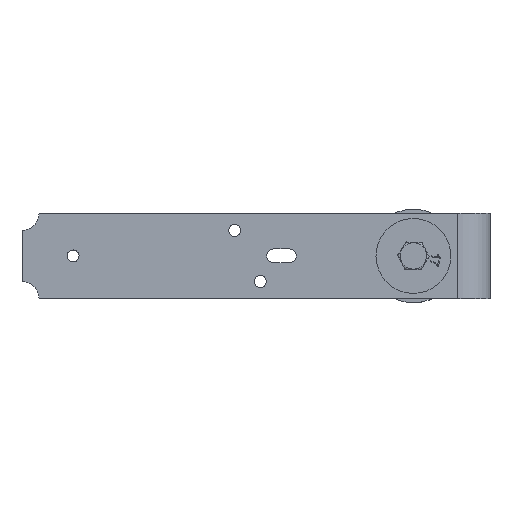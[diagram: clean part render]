
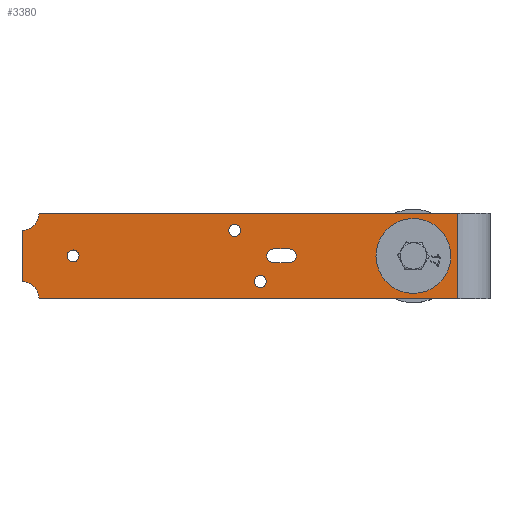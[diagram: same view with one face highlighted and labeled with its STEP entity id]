
A CAD part, top view. The second image highlights one B-rep face of the part: STEP entity #3380.
In plain terms, the highlighted face is planar.
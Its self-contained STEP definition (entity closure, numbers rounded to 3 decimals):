
#3011=CARTESIAN_POINT('',(126.368,0.809,20.9));
#3012=VERTEX_POINT('',#3011);
#3019=CARTESIAN_POINT('',(126.368,0.809,29.1));
#3020=VERTEX_POINT('',#3019);
#3021=CARTESIAN_POINT('',(126.368,0.809,25.));
#3022=DIRECTION('',(0.0,1.0,0.0));
#3023=DIRECTION('',(0.0,0.0,1.0));
#3024=AXIS2_PLACEMENT_3D('',#3021,#3022,#3023);
#3025=CIRCLE('',#3024,4.1);
#3026=EDGE_CURVE('',#3020,#3012,#3025,.T.);
#3051=CARTESIAN_POINT('',(117.368,0.809,29.1));
#3052=VERTEX_POINT('',#3051);
#3053=CARTESIAN_POINT('',(117.368,0.809,29.1));
#3054=DIRECTION('',(1.0,0.0,0.0));
#3055=VECTOR('',#3054,9.0);
#3056=LINE('',#3053,#3055);
#3057=EDGE_CURVE('',#3052,#3020,#3056,.T.);
#3083=CARTESIAN_POINT('',(117.368,0.809,20.9));
#3084=VERTEX_POINT('',#3083);
#3085=CARTESIAN_POINT('',(117.368,0.809,25.));
#3086=DIRECTION('',(0.0,1.0,0.0));
#3087=DIRECTION('',(0.0,0.0,-1.0));
#3088=AXIS2_PLACEMENT_3D('',#3085,#3086,#3087);
#3089=CIRCLE('',#3088,4.1);
#3090=EDGE_CURVE('',#3084,#3052,#3089,.T.);
#3113=CARTESIAN_POINT('',(126.368,0.809,20.9));
#3114=DIRECTION('',(-1.0,0.0,0.0));
#3115=VECTOR('',#3114,9.0);
#3116=LINE('',#3113,#3115);
#3117=EDGE_CURVE('',#3012,#3084,#3116,.T.);
#3139=CARTESIAN_POINT('',(247.868,0.809,25.0));
#3140=VERTEX_POINT('',#3139);
#3141=CARTESIAN_POINT('',(244.368,0.809,25.0));
#3142=DIRECTION('',(0.0,1.0,0.0));
#3143=DIRECTION('',(-1.0,0.0,0.0));
#3144=AXIS2_PLACEMENT_3D('',#3141,#3142,#3143);
#3145=CIRCLE('',#3144,3.5);
#3146=EDGE_CURVE('',#3140,#3140,#3145,.T.);
#3167=CARTESIAN_POINT('',(137.868,0.809,40.0));
#3168=VERTEX_POINT('',#3167);
#3169=CARTESIAN_POINT('',(134.368,0.809,40.0));
#3170=DIRECTION('',(0.0,1.0,0.0));
#3171=DIRECTION('',(-1.0,0.0,0.0));
#3172=AXIS2_PLACEMENT_3D('',#3169,#3170,#3171);
#3173=CIRCLE('',#3172,3.5);
#3174=EDGE_CURVE('',#3168,#3168,#3173,.T.);
#3195=CARTESIAN_POINT('',(152.868,0.809,10.0));
#3196=VERTEX_POINT('',#3195);
#3197=CARTESIAN_POINT('',(149.368,0.809,10.0));
#3198=DIRECTION('',(0.0,1.0,0.0));
#3199=DIRECTION('',(-1.0,0.0,0.0));
#3200=AXIS2_PLACEMENT_3D('',#3197,#3198,#3199);
#3201=CIRCLE('',#3200,3.5);
#3202=EDGE_CURVE('',#3196,#3196,#3201,.T.);
#3212=CARTESIAN_POINT('',(49.468,0.809,25.0));
#3213=VERTEX_POINT('',#3212);
#3214=CARTESIAN_POINT('',(44.368,0.809,25.0));
#3215=DIRECTION('',(0.0,1.0,0.0));
#3216=DIRECTION('',(-1.0,0.0,0.0));
#3217=AXIS2_PLACEMENT_3D('',#3214,#3215,#3216);
#3218=CIRCLE('',#3217,5.1);
#3219=EDGE_CURVE('',#3213,#3213,#3218,.T.);
#3305=CARTESIAN_POINT('',(274.368,0.809,0.0));
#3306=DIRECTION('',(0.0,-1.0,0.0));
#3307=DIRECTION('',(0.0,0.0,-1.0));
#3308=AXIS2_PLACEMENT_3D('',#3305,#3306,#3307);
#3309=PLANE('',#3308);
#3310=CARTESIAN_POINT('',(264.368,0.809,0.0));
#3311=VERTEX_POINT('',#3310);
#3312=CARTESIAN_POINT('',(18.368,0.809,0.0));
#3313=VERTEX_POINT('',#3312);
#3314=CARTESIAN_POINT('',(264.368,0.809,0.0));
#3315=DIRECTION('',(-1.0,0.0,0.0));
#3316=VECTOR('',#3315,246.);
#3317=LINE('',#3314,#3316);
#3318=EDGE_CURVE('',#3311,#3313,#3317,.T.);
#3319=ORIENTED_EDGE('',*,*,#3318,.F.);
#3320=CARTESIAN_POINT('',(274.368,0.809,10.0));
#3321=VERTEX_POINT('',#3320);
#3322=CARTESIAN_POINT('',(274.368,0.809,0.0));
#3323=DIRECTION('',(0.0,1.0,0.0));
#3324=DIRECTION('',(0.0,0.0,1.0));
#3325=AXIS2_PLACEMENT_3D('',#3322,#3323,#3324);
#3326=CIRCLE('',#3325,10.0);
#3327=EDGE_CURVE('',#3311,#3321,#3326,.T.);
#3328=ORIENTED_EDGE('',*,*,#3327,.T.);
#3329=CARTESIAN_POINT('',(274.368,0.809,40.0));
#3330=VERTEX_POINT('',#3329);
#3331=CARTESIAN_POINT('',(274.368,0.809,10.0));
#3332=DIRECTION('',(0.0,0.0,1.0));
#3333=VECTOR('',#3332,30.0);
#3334=LINE('',#3331,#3333);
#3335=EDGE_CURVE('',#3321,#3330,#3334,.T.);
#3336=ORIENTED_EDGE('',*,*,#3335,.T.);
#3337=CARTESIAN_POINT('',(264.368,0.809,50.));
#3338=VERTEX_POINT('',#3337);
#3339=CARTESIAN_POINT('',(274.368,0.809,50.0));
#3340=DIRECTION('',(0.0,1.0,0.0));
#3341=DIRECTION('',(-1.0,0.0,0.0));
#3342=AXIS2_PLACEMENT_3D('',#3339,#3340,#3341);
#3343=CIRCLE('',#3342,10.0);
#3344=EDGE_CURVE('',#3330,#3338,#3343,.T.);
#3345=ORIENTED_EDGE('',*,*,#3344,.T.);
#3346=CARTESIAN_POINT('',(18.368,0.809,50.0));
#3347=VERTEX_POINT('',#3346);
#3348=CARTESIAN_POINT('',(264.368,0.809,50.));
#3349=DIRECTION('',(-1.0,0.0,0.0));
#3350=VECTOR('',#3349,246.);
#3351=LINE('',#3348,#3350);
#3352=EDGE_CURVE('',#3338,#3347,#3351,.T.);
#3353=ORIENTED_EDGE('',*,*,#3352,.T.);
#3354=CARTESIAN_POINT('',(18.368,0.809,0.0));
#3355=DIRECTION('',(0.0,0.0,1.0));
#3356=VECTOR('',#3355,50.0);
#3357=LINE('',#3354,#3356);
#3358=EDGE_CURVE('',#3313,#3347,#3357,.T.);
#3359=ORIENTED_EDGE('',*,*,#3358,.F.);
#3360=EDGE_LOOP('',(#3319,#3328,#3336,#3345,#3353,#3359));
#3361=FACE_OUTER_BOUND('',#3360,.T.);
#3362=ORIENTED_EDGE('',*,*,#3090,.T.);
#3363=ORIENTED_EDGE('',*,*,#3057,.T.);
#3364=ORIENTED_EDGE('',*,*,#3026,.T.);
#3365=ORIENTED_EDGE('',*,*,#3117,.T.);
#3366=EDGE_LOOP('',(#3362,#3363,#3364,#3365));
#3367=FACE_BOUND('',#3366,.T.);
#3368=ORIENTED_EDGE('',*,*,#3146,.T.);
#3369=EDGE_LOOP('',(#3368));
#3370=FACE_BOUND('',#3369,.T.);
#3371=ORIENTED_EDGE('',*,*,#3174,.T.);
#3372=EDGE_LOOP('',(#3371));
#3373=FACE_BOUND('',#3372,.T.);
#3374=ORIENTED_EDGE('',*,*,#3202,.T.);
#3375=EDGE_LOOP('',(#3374));
#3376=FACE_BOUND('',#3375,.T.);
#3377=ORIENTED_EDGE('',*,*,#3219,.T.);
#3378=EDGE_LOOP('',(#3377));
#3379=FACE_BOUND('',#3378,.T.);
#3380=ADVANCED_FACE('',(#3361,#3367,#3370,#3373,#3376,#3379),#3309,.T.);
